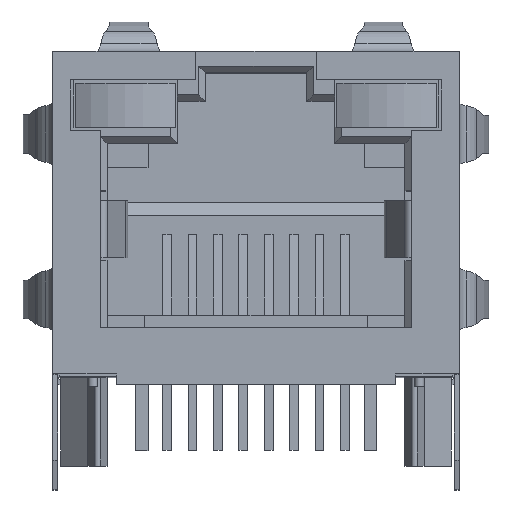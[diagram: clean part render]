
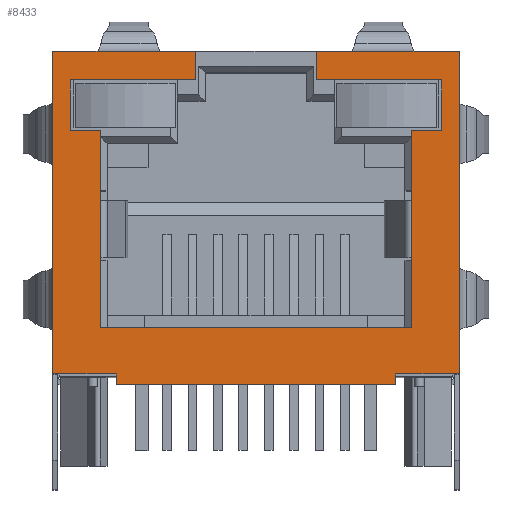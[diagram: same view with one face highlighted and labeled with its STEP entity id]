
A CAD part, top view. The second image highlights one B-rep face of the part: STEP entity #8433.
In plain terms, the highlighted planar face has unit normal (0, 0, 1).
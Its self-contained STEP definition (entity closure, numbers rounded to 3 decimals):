
#1458=DIRECTION('',(1.,0.,0.));
#1459=VECTOR('',#1458,2.54);
#1460=CARTESIAN_POINT('',(5.588,-6.294,0.));
#1461=LINE('',#1460,#1459);
#1462=DIRECTION('',(1.,0.,0.));
#1463=VECTOR('',#1462,2.54);
#1464=CARTESIAN_POINT('',(-8.128,-6.294,0.));
#1465=LINE('',#1464,#1463);
#1466=DIRECTION('',(0.,-1.,0.));
#1467=VECTOR('',#1466,12.903);
#1468=CARTESIAN_POINT('',(-8.128,6.609,0.));
#1469=LINE('',#1468,#1467);
#1470=DIRECTION('',(-1.,0.,0.));
#1471=VECTOR('',#1470,5.715);
#1472=CARTESIAN_POINT('',(-2.413,6.609,0.));
#1473=LINE('',#1472,#1471);
#1474=DIRECTION('',(0.,1.,0.));
#1475=VECTOR('',#1474,1.143);
#1476=CARTESIAN_POINT('',(-2.413,5.466,0.));
#1477=LINE('',#1476,#1475);
#1478=DIRECTION('',(1.,0.,0.));
#1479=VECTOR('',#1478,5.017);
#1480=CARTESIAN_POINT('',(-7.43,5.466,0.));
#1481=LINE('',#1480,#1479);
#1482=DIRECTION('',(0.,1.,0.));
#1483=VECTOR('',#1482,2.032);
#1484=CARTESIAN_POINT('',(-7.43,3.434,0.));
#1485=LINE('',#1484,#1483);
#1486=DIRECTION('',(-1.,0.,0.));
#1487=VECTOR('',#1486,1.207);
#1488=CARTESIAN_POINT('',(-6.223,3.434,0.));
#1489=LINE('',#1488,#1487);
#1490=DIRECTION('',(0.,1.,0.));
#1491=VECTOR('',#1490,2.794);
#1492=CARTESIAN_POINT('',(-6.223,0.64,0.));
#1493=LINE('',#1492,#1491);
#1494=DIRECTION('',(0.,1.,0.));
#1495=VECTOR('',#1494,2.286);
#1496=CARTESIAN_POINT('',(-6.223,-1.646,0.));
#1497=LINE('',#1496,#1495);
#1498=DIRECTION('',(0.,1.,0.));
#1499=VECTOR('',#1498,2.794);
#1500=CARTESIAN_POINT('',(-6.223,-4.44,0.));
#1501=LINE('',#1500,#1499);
#1502=DIRECTION('',(-1.,0.,0.));
#1503=VECTOR('',#1502,12.446);
#1504=CARTESIAN_POINT('',(6.223,-4.44,0.));
#1505=LINE('',#1504,#1503);
#1506=DIRECTION('',(0.,-1.,0.));
#1507=VECTOR('',#1506,2.794);
#1508=CARTESIAN_POINT('',(6.223,-1.646,0.));
#1509=LINE('',#1508,#1507);
#1510=DIRECTION('',(0.,1.,0.));
#1511=VECTOR('',#1510,2.286);
#1512=CARTESIAN_POINT('',(6.223,-1.646,0.));
#1513=LINE('',#1512,#1511);
#1514=DIRECTION('',(0.,-1.,0.));
#1515=VECTOR('',#1514,2.794);
#1516=CARTESIAN_POINT('',(6.223,3.434,0.));
#1517=LINE('',#1516,#1515);
#1518=DIRECTION('',(-1.,0.,0.));
#1519=VECTOR('',#1518,1.207);
#1520=CARTESIAN_POINT('',(7.43,3.434,0.));
#1521=LINE('',#1520,#1519);
#1522=DIRECTION('',(0.,-1.,0.));
#1523=VECTOR('',#1522,2.032);
#1524=CARTESIAN_POINT('',(7.43,5.466,0.));
#1525=LINE('',#1524,#1523);
#1526=DIRECTION('',(1.,0.,0.));
#1527=VECTOR('',#1526,5.017);
#1528=CARTESIAN_POINT('',(2.413,5.466,0.));
#1529=LINE('',#1528,#1527);
#1530=DIRECTION('',(0.,-1.,0.));
#1531=VECTOR('',#1530,1.143);
#1532=CARTESIAN_POINT('',(2.413,6.609,0.));
#1533=LINE('',#1532,#1531);
#1534=DIRECTION('',(-1.,0.,0.));
#1535=VECTOR('',#1534,5.715);
#1536=CARTESIAN_POINT('',(8.128,6.609,0.));
#1537=LINE('',#1536,#1535);
#1538=DIRECTION('',(0.,1.,0.));
#1539=VECTOR('',#1538,12.903);
#1540=CARTESIAN_POINT('',(8.128,-6.294,0.));
#1541=LINE('',#1540,#1539);
#4920=DIRECTION('',(0.,-1.,0.));
#4921=VECTOR('',#4920,0.432);
#4922=CARTESIAN_POINT('',(5.588,-6.294,0.));
#4923=LINE('',#4922,#4921);
#4928=DIRECTION('',(0.,-1.,0.));
#4929=VECTOR('',#4928,0.432);
#4930=CARTESIAN_POINT('',(-5.588,-6.294,0.));
#4931=LINE('',#4930,#4929);
#4948=DIRECTION('',(1.,0.,0.));
#4949=VECTOR('',#4948,11.176);
#4950=CARTESIAN_POINT('',(-5.588,-6.726,0.));
#4951=LINE('',#4950,#4949);
#5306=CARTESIAN_POINT('',(8.128,-6.294,0.));
#5307=CARTESIAN_POINT('',(8.128,6.609,0.));
#5308=VERTEX_POINT('',#5306);
#5309=VERTEX_POINT('',#5307);
#5310=CARTESIAN_POINT('',(2.413,6.609,0.));
#5311=VERTEX_POINT('',#5310);
#5312=CARTESIAN_POINT('',(2.413,5.466,0.));
#5313=VERTEX_POINT('',#5312);
#5314=CARTESIAN_POINT('',(7.43,5.466,0.));
#5315=VERTEX_POINT('',#5314);
#5316=CARTESIAN_POINT('',(7.43,3.434,0.));
#5317=VERTEX_POINT('',#5316);
#5318=CARTESIAN_POINT('',(6.223,3.434,0.));
#5319=VERTEX_POINT('',#5318);
#5320=CARTESIAN_POINT('',(6.223,-4.44,0.));
#5321=CARTESIAN_POINT('',(-6.223,-4.44,0.));
#5322=VERTEX_POINT('',#5320);
#5323=VERTEX_POINT('',#5321);
#5324=CARTESIAN_POINT('',(-6.223,3.434,0.));
#5325=CARTESIAN_POINT('',(-7.43,3.434,0.));
#5326=VERTEX_POINT('',#5324);
#5327=VERTEX_POINT('',#5325);
#5328=CARTESIAN_POINT('',(-7.43,5.466,0.));
#5329=VERTEX_POINT('',#5328);
#5330=CARTESIAN_POINT('',(-2.413,5.466,0.));
#5331=VERTEX_POINT('',#5330);
#5332=CARTESIAN_POINT('',(-2.413,6.609,0.));
#5333=VERTEX_POINT('',#5332);
#5334=CARTESIAN_POINT('',(-8.128,6.609,0.));
#5335=VERTEX_POINT('',#5334);
#5336=CARTESIAN_POINT('',(-8.128,-6.294,0.));
#5337=VERTEX_POINT('',#5336);
#5434=CARTESIAN_POINT('',(6.223,-1.646,0.));
#5435=CARTESIAN_POINT('',(6.223,0.64,0.));
#5436=VERTEX_POINT('',#5434);
#5437=VERTEX_POINT('',#5435);
#5438=CARTESIAN_POINT('',(-6.223,-1.646,0.));
#5439=CARTESIAN_POINT('',(-6.223,0.64,0.));
#5440=VERTEX_POINT('',#5438);
#5441=VERTEX_POINT('',#5439);
#6620=CARTESIAN_POINT('',(-5.588,-6.726,0.));
#6622=VERTEX_POINT('',#6620);
#6628=CARTESIAN_POINT('',(5.588,-6.726,0.));
#6630=VERTEX_POINT('',#6628);
#6644=CARTESIAN_POINT('',(-5.588,-6.294,0.));
#6645=VERTEX_POINT('',#6644);
#6646=CARTESIAN_POINT('',(5.588,-6.294,0.));
#6647=VERTEX_POINT('',#6646);
#8386=CARTESIAN_POINT('',(0.,0.,0.));
#8387=DIRECTION('',(0.,0.,1.));
#8388=DIRECTION('',(1.,0.,0.));
#8389=AXIS2_PLACEMENT_3D('',#8386,#8387,#8388);
#8390=PLANE('',#8389);
#8392=ORIENTED_EDGE('',*,*,#8391,.F.);
#8394=ORIENTED_EDGE('',*,*,#8393,.T.);
#8396=ORIENTED_EDGE('',*,*,#8395,.F.);
#8398=ORIENTED_EDGE('',*,*,#8397,.F.);
#8400=ORIENTED_EDGE('',*,*,#8399,.F.);
#8402=ORIENTED_EDGE('',*,*,#8401,.F.);
#8404=ORIENTED_EDGE('',*,*,#8403,.F.);
#8406=ORIENTED_EDGE('',*,*,#8405,.F.);
#8407=ORIENTED_EDGE('',*,*,#8320,.F.);
#8408=ORIENTED_EDGE('',*,*,#8337,.F.);
#8409=ORIENTED_EDGE('',*,*,#8351,.F.);
#8410=ORIENTED_EDGE('',*,*,#8378,.F.);
#8412=ORIENTED_EDGE('',*,*,#8411,.F.);
#8413=ORIENTED_EDGE('',*,*,#8366,.F.);
#8414=ORIENTED_EDGE('',*,*,#7864,.F.);
#8415=ORIENTED_EDGE('',*,*,#7881,.F.);
#8417=ORIENTED_EDGE('',*,*,#8416,.T.);
#8418=ORIENTED_EDGE('',*,*,#7902,.F.);
#8420=ORIENTED_EDGE('',*,*,#8419,.F.);
#8422=ORIENTED_EDGE('',*,*,#8421,.F.);
#8424=ORIENTED_EDGE('',*,*,#8423,.F.);
#8426=ORIENTED_EDGE('',*,*,#8425,.F.);
#8428=ORIENTED_EDGE('',*,*,#8427,.F.);
#8430=ORIENTED_EDGE('',*,*,#8429,.F.);
#8431=EDGE_LOOP('',(#8392,#8394,#8396,#8398,#8400,#8402,#8404,#8406,#8407,#8408,
#8409,#8410,#8412,#8413,#8414,#8415,#8417,#8418,#8420,#8422,#8424,#8426,#8428,
#8430));
#8432=FACE_OUTER_BOUND('',#8431,.F.);
#8433=ADVANCED_FACE('',(#8432),#8390,.T.);
#7864=EDGE_CURVE('',#5322,#5323,#1505,.T.);
#7881=EDGE_CURVE('',#5436,#5322,#1509,.T.);
#7902=EDGE_CURVE('',#5319,#5437,#1517,.T.);
#8320=EDGE_CURVE('',#5329,#5331,#1481,.T.);
#8337=EDGE_CURVE('',#5327,#5329,#1485,.T.);
#8351=EDGE_CURVE('',#5326,#5327,#1489,.T.);
#8366=EDGE_CURVE('',#5323,#5440,#1501,.T.);
#8378=EDGE_CURVE('',#5441,#5326,#1493,.T.);
#8391=EDGE_CURVE('',#6647,#5308,#1461,.T.);
#8393=EDGE_CURVE('',#6647,#6630,#4923,.T.);
#8395=EDGE_CURVE('',#6622,#6630,#4951,.T.);
#8397=EDGE_CURVE('',#6645,#6622,#4931,.T.);
#8399=EDGE_CURVE('',#5337,#6645,#1465,.T.);
#8401=EDGE_CURVE('',#5335,#5337,#1469,.T.);
#8403=EDGE_CURVE('',#5333,#5335,#1473,.T.);
#8405=EDGE_CURVE('',#5331,#5333,#1477,.T.);
#8411=EDGE_CURVE('',#5440,#5441,#1497,.T.);
#8416=EDGE_CURVE('',#5436,#5437,#1513,.T.);
#8419=EDGE_CURVE('',#5317,#5319,#1521,.T.);
#8421=EDGE_CURVE('',#5315,#5317,#1525,.T.);
#8423=EDGE_CURVE('',#5313,#5315,#1529,.T.);
#8425=EDGE_CURVE('',#5311,#5313,#1533,.T.);
#8427=EDGE_CURVE('',#5309,#5311,#1537,.T.);
#8429=EDGE_CURVE('',#5308,#5309,#1541,.T.);
